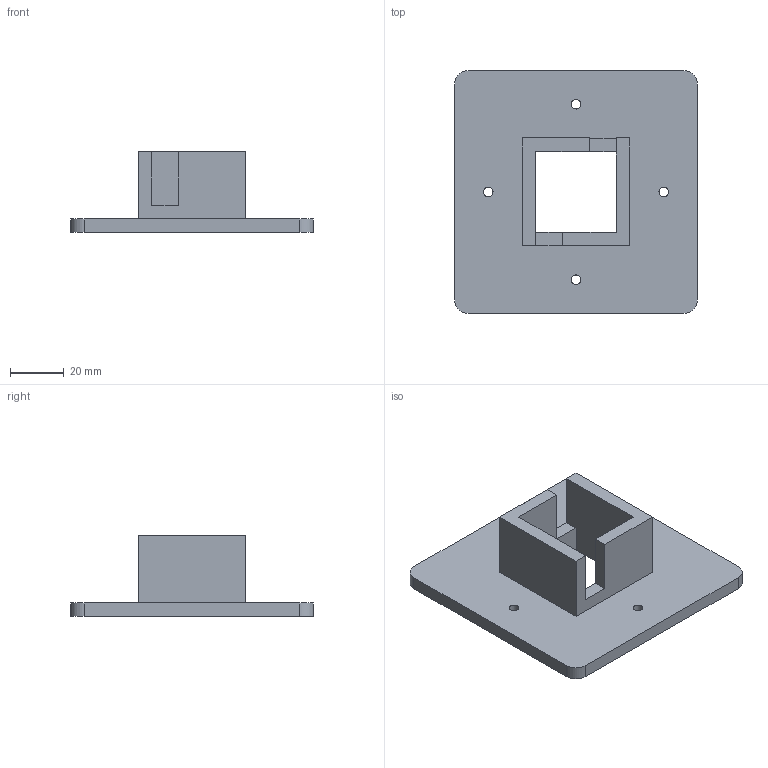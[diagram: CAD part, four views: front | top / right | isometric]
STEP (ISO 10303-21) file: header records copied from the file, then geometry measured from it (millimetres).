
FILE_DESCRIPTION(/* description */ (''),/* implementation_level */ '2;1');
FILE_NAME(/* name */ 'Chemise_01f2 v1.step',/* time_stamp */ '2018-02-20T11:29:29+01:00',/* author */ ('pginfonews'),/* organization */ (''),/* preprocessor_version */ 'ST-DEVELOPER v16.13',/* originating_system */ 'Autodesk Translation Framework v6.5.0.72',/* authorisation */ '');
FILE_SCHEMA (('AUTOMOTIVE_DESIGN { 1 0 10303 214 3 1 1 }'));
Length unit declared in the file: millimetre
Products named in the file (1): Chemise_01f2
Bounding box: 90 x 90 x 30 mm (x, y, z)
Volume: 51200.3 mm3; surface area: 23457.1 mm2
Topology: 1 solids, 1 shells, 28 faces, 84 edges, 58 vertices
Faces by surface type: plane 20, cylinder 8
Full cylindrical faces by diameter (mm): 3.5 x4
Entity records: 1046 total; most frequent: CARTESIAN_POINT 171, ORIENTED_EDGE 168, DIRECTION 164, EDGE_CURVE 84, LINE 62, VECTOR 62, VERTEX_POINT 58, AXIS2_PLACEMENT_3D 51
